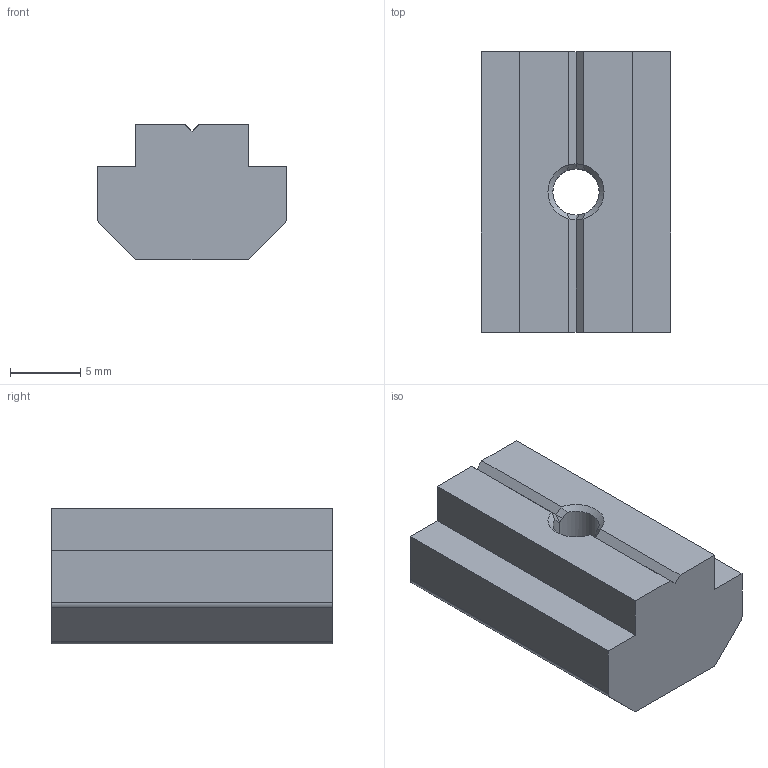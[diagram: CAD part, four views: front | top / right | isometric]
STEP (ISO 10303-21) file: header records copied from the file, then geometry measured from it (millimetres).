
FILE_DESCRIPTION(/* description */ (''),/* implementation_level */ '2;1');
FILE_NAME(/* name */ 'M4L-0.stp',/* time_stamp */ '2025-05-16T15:47:08-04:00',/* author */ ('jmurphy'),/* organization */ (''),/* preprocessor_version */ 'ST-DEVELOPER v18.1',/* originating_system */ 'AutoCAD Mechanical',/* authorisation */ '');
FILE_SCHEMA (('AUTOMOTIVE_DESIGN { 1 0 10303 214 3 1 1 }'));
Length unit declared in the file: millimetre
Products named in the file (1): Product
Bounding box: 13.5 x 20 x 9.7 mm (x, y, z)
Volume: 2048.8 mm3; surface area: 1161 mm2
Topology: 1 solids, 1 shells, 33 faces, 90 edges, 58 vertices
Faces by surface type: plane 17, cylinder 6, bspline 6, cone 4
Entity records: 1181 total; most frequent: CARTESIAN_POINT 370, ORIENTED_EDGE 180, DIRECTION 140, EDGE_CURVE 90, VERTEX_POINT 58, LINE 52, VECTOR 52, AXIS2_PLACEMENT_3D 44
